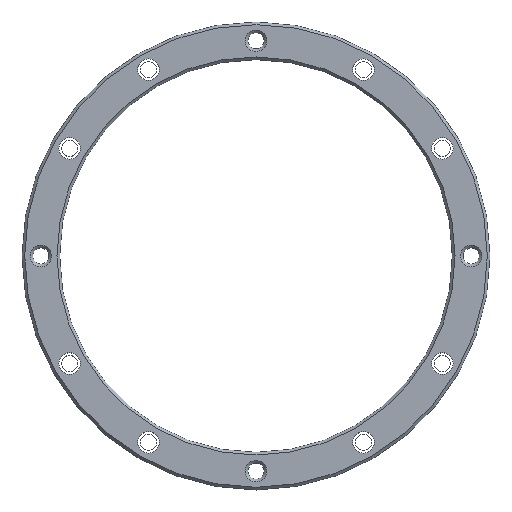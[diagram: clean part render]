
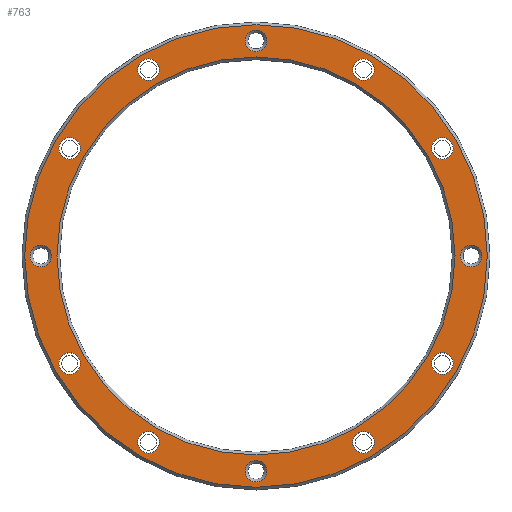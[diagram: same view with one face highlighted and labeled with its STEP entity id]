
A CAD part, top view. The second image highlights one B-rep face of the part: STEP entity #763.
In plain terms, the highlighted planar face has unit normal (0, 0, 1).
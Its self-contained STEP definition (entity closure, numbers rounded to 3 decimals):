
#28=FACE_BOUND('',#119,.T.);
#29=FACE_BOUND('',#120,.T.);
#30=FACE_BOUND('',#121,.T.);
#31=FACE_BOUND('',#122,.T.);
#32=FACE_BOUND('',#123,.T.);
#33=FACE_BOUND('',#124,.T.);
#34=FACE_BOUND('',#125,.T.);
#35=FACE_BOUND('',#126,.T.);
#36=FACE_BOUND('',#127,.T.);
#37=FACE_BOUND('',#128,.T.);
#38=FACE_BOUND('',#129,.T.);
#39=FACE_BOUND('',#130,.T.);
#40=FACE_BOUND('',#131,.T.);
#42=PLANE('',#847);
#61=FACE_OUTER_BOUND('',#118,.T.);
#118=EDGE_LOOP('',(#533));
#119=EDGE_LOOP('',(#534));
#120=EDGE_LOOP('',(#535));
#121=EDGE_LOOP('',(#536));
#122=EDGE_LOOP('',(#537));
#123=EDGE_LOOP('',(#538));
#124=EDGE_LOOP('',(#539));
#125=EDGE_LOOP('',(#540));
#126=EDGE_LOOP('',(#541));
#127=EDGE_LOOP('',(#542));
#128=EDGE_LOOP('',(#543));
#129=EDGE_LOOP('',(#544));
#130=EDGE_LOOP('',(#545));
#131=EDGE_LOOP('',(#546));
#271=CIRCLE('',#846,37.);
#272=CIRCLE('',#848,43.);
#273=CIRCLE('',#849,2.);
#274=CIRCLE('',#850,2.);
#275=CIRCLE('',#851,2.);
#276=CIRCLE('',#852,2.);
#277=CIRCLE('',#853,2.);
#278=CIRCLE('',#854,2.);
#279=CIRCLE('',#855,2.);
#280=CIRCLE('',#856,2.);
#281=CIRCLE('',#857,2.);
#282=CIRCLE('',#858,2.);
#283=CIRCLE('',#859,2.);
#284=CIRCLE('',#860,2.);
#341=VERTEX_POINT('',#1251);
#342=VERTEX_POINT('',#1255);
#343=VERTEX_POINT('',#1257);
#344=VERTEX_POINT('',#1259);
#345=VERTEX_POINT('',#1261);
#346=VERTEX_POINT('',#1263);
#347=VERTEX_POINT('',#1265);
#348=VERTEX_POINT('',#1267);
#349=VERTEX_POINT('',#1269);
#350=VERTEX_POINT('',#1271);
#351=VERTEX_POINT('',#1273);
#352=VERTEX_POINT('',#1275);
#353=VERTEX_POINT('',#1277);
#354=VERTEX_POINT('',#1279);
#413=EDGE_CURVE('',#341,#341,#271,.T.);
#415=EDGE_CURVE('',#342,#342,#272,.T.);
#416=EDGE_CURVE('',#343,#343,#273,.T.);
#417=EDGE_CURVE('',#344,#344,#274,.T.);
#418=EDGE_CURVE('',#345,#345,#275,.T.);
#419=EDGE_CURVE('',#346,#346,#276,.T.);
#420=EDGE_CURVE('',#347,#347,#277,.T.);
#421=EDGE_CURVE('',#348,#348,#278,.T.);
#422=EDGE_CURVE('',#349,#349,#279,.T.);
#423=EDGE_CURVE('',#350,#350,#280,.T.);
#424=EDGE_CURVE('',#351,#351,#281,.T.);
#425=EDGE_CURVE('',#352,#352,#282,.T.);
#426=EDGE_CURVE('',#353,#353,#283,.T.);
#427=EDGE_CURVE('',#354,#354,#284,.T.);
#533=ORIENTED_EDGE('',*,*,#415,.F.);
#534=ORIENTED_EDGE('',*,*,#416,.F.);
#535=ORIENTED_EDGE('',*,*,#417,.F.);
#536=ORIENTED_EDGE('',*,*,#418,.F.);
#537=ORIENTED_EDGE('',*,*,#419,.F.);
#538=ORIENTED_EDGE('',*,*,#420,.F.);
#539=ORIENTED_EDGE('',*,*,#421,.F.);
#540=ORIENTED_EDGE('',*,*,#422,.F.);
#541=ORIENTED_EDGE('',*,*,#423,.F.);
#542=ORIENTED_EDGE('',*,*,#424,.F.);
#543=ORIENTED_EDGE('',*,*,#425,.F.);
#544=ORIENTED_EDGE('',*,*,#426,.F.);
#545=ORIENTED_EDGE('',*,*,#427,.F.);
#546=ORIENTED_EDGE('',*,*,#413,.F.);
#763=ADVANCED_FACE('',(#61,#28,#29,#30,#31,#32,#33,#34,#35,#36,#37,#38,
#39,#40),#42,.T.);
#846=AXIS2_PLACEMENT_3D('',#1252,#984,#985);
#847=AXIS2_PLACEMENT_3D('',#1254,#987,#988);
#848=AXIS2_PLACEMENT_3D('',#1256,#989,#990);
#849=AXIS2_PLACEMENT_3D('',#1258,#991,#992);
#850=AXIS2_PLACEMENT_3D('',#1260,#993,#994);
#851=AXIS2_PLACEMENT_3D('',#1262,#995,#996);
#852=AXIS2_PLACEMENT_3D('',#1264,#997,#998);
#853=AXIS2_PLACEMENT_3D('',#1266,#999,#1000);
#854=AXIS2_PLACEMENT_3D('',#1268,#1001,#1002);
#855=AXIS2_PLACEMENT_3D('',#1270,#1003,#1004);
#856=AXIS2_PLACEMENT_3D('',#1272,#1005,#1006);
#857=AXIS2_PLACEMENT_3D('',#1274,#1007,#1008);
#858=AXIS2_PLACEMENT_3D('',#1276,#1009,#1010);
#859=AXIS2_PLACEMENT_3D('',#1278,#1011,#1012);
#860=AXIS2_PLACEMENT_3D('',#1280,#1013,#1014);
#984=DIRECTION('center_axis',(0.,0.,1.));
#985=DIRECTION('ref_axis',(-1.,0.,0.));
#987=DIRECTION('center_axis',(0.,0.,1.));
#988=DIRECTION('ref_axis',(1.,0.,0.));
#989=DIRECTION('center_axis',(0.,0.,-1.));
#990=DIRECTION('ref_axis',(-1.,0.,0.));
#991=DIRECTION('center_axis',(0.,0.,1.));
#992=DIRECTION('ref_axis',(-0.5,0.866,0.));
#993=DIRECTION('center_axis',(0.,0.,1.));
#994=DIRECTION('ref_axis',(0.5,0.866,0.));
#995=DIRECTION('center_axis',(0.,0.,1.));
#996=DIRECTION('ref_axis',(1.,0.,0.));
#997=DIRECTION('center_axis',(0.,0.,1.));
#998=DIRECTION('ref_axis',(0.5,-0.866,0.));
#999=DIRECTION('center_axis',(0.,0.,1.));
#1000=DIRECTION('ref_axis',(-0.5,-0.866,0.));
#1001=DIRECTION('center_axis',(0.,0.,1.));
#1002=DIRECTION('ref_axis',(-1.,0.,0.));
#1003=DIRECTION('center_axis',(0.,0.,1.));
#1004=DIRECTION('ref_axis',(-0.866,-0.5,0.));
#1005=DIRECTION('center_axis',(0.,0.,1.));
#1006=DIRECTION('ref_axis',(0.,-1.,0.));
#1007=DIRECTION('center_axis',(0.,0.,1.));
#1008=DIRECTION('ref_axis',(0.866,-0.5,0.));
#1009=DIRECTION('center_axis',(0.,0.,1.));
#1010=DIRECTION('ref_axis',(0.866,0.5,0.));
#1011=DIRECTION('center_axis',(0.,0.,1.));
#1012=DIRECTION('ref_axis',(0.,1.,0.));
#1013=DIRECTION('center_axis',(0.,0.,1.));
#1014=DIRECTION('ref_axis',(-0.866,0.5,0.));
#1251=CARTESIAN_POINT('',(37.,0.,5.));
#1252=CARTESIAN_POINT('Origin',(0.,0.,5.));
#1254=CARTESIAN_POINT('Origin',(0.,0.,5.));
#1255=CARTESIAN_POINT('',(43.,0.,5.));
#1256=CARTESIAN_POINT('Origin',(0.,0.,5.));
#1257=CARTESIAN_POINT('',(35.641,18.268,5.));
#1258=CARTESIAN_POINT('Origin',(34.641,20.,5.));
#1259=CARTESIAN_POINT('',(33.641,-21.732,5.));
#1260=CARTESIAN_POINT('Origin',(34.641,-20.,5.));
#1261=CARTESIAN_POINT('',(-2.,-40.,5.));
#1262=CARTESIAN_POINT('Origin',(0.,-40.,5.));
#1263=CARTESIAN_POINT('',(-35.641,-18.268,5.));
#1264=CARTESIAN_POINT('Origin',(-34.641,-20.,5.));
#1265=CARTESIAN_POINT('',(-33.641,21.732,5.));
#1266=CARTESIAN_POINT('Origin',(-34.641,20.,5.));
#1267=CARTESIAN_POINT('',(2.,40.,5.));
#1268=CARTESIAN_POINT('Origin',(0.,40.,5.));
#1269=CARTESIAN_POINT('',(-18.268,35.641,5.));
#1270=CARTESIAN_POINT('Origin',(-20.,34.641,5.));
#1271=CARTESIAN_POINT('',(-40.,2.,5.));
#1272=CARTESIAN_POINT('Origin',(-40.,0.,5.));
#1273=CARTESIAN_POINT('',(-21.732,-33.641,5.));
#1274=CARTESIAN_POINT('Origin',(-20.,-34.641,5.));
#1275=CARTESIAN_POINT('',(18.268,-35.641,5.));
#1276=CARTESIAN_POINT('Origin',(20.,-34.641,5.));
#1277=CARTESIAN_POINT('',(40.,-2.,5.));
#1278=CARTESIAN_POINT('Origin',(40.,0.,5.));
#1279=CARTESIAN_POINT('',(21.732,33.641,5.));
#1280=CARTESIAN_POINT('Origin',(20.,34.641,5.));
